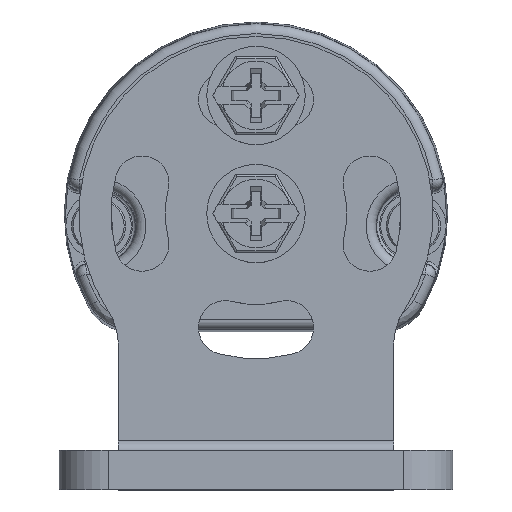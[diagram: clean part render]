
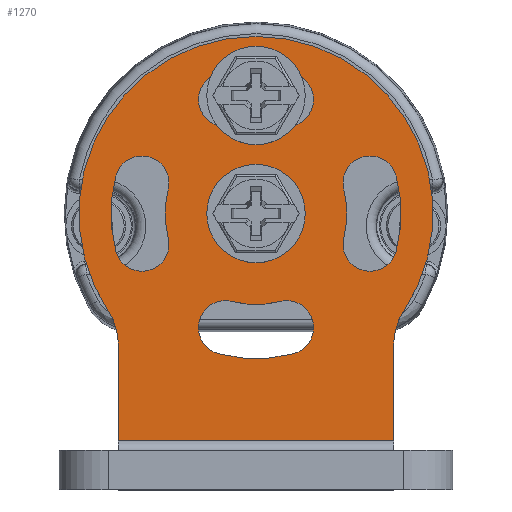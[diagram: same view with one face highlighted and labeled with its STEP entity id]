
A CAD part, top view. The second image highlights one B-rep face of the part: STEP entity #1270.
In plain terms, the highlighted face is planar.
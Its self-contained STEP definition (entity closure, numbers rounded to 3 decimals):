
#362=CARTESIAN_POINT('',(4.,28.1,0.));
#363=DIRECTION('',(-1.,0.,0.));
#364=DIRECTION('',(0.,0.,-1.));
#365=AXIS2_PLACEMENT_3D('',#362,#363,#364);
#367=CARTESIAN_POINT('',(4.,28.1,0.));
#368=DIRECTION('',(-1.,0.,0.));
#369=DIRECTION('',(0.,0.,1.));
#370=AXIS2_PLACEMENT_3D('',#367,#368,#369);
#372=DIRECTION('',(0.,1.,0.));
#373=VECTOR('',#372,9.834);
#374=CARTESIAN_POINT('',(4.,5.,14.));
#375=LINE('',#374,#373);
#376=CARTESIAN_POINT('',(4.,28.1,0.));
#377=DIRECTION('',(1.,0.,0.));
#378=DIRECTION('',(0.,1.,0.));
#379=AXIS2_PLACEMENT_3D('',#376,#377,#378);
#381=CARTESIAN_POINT('',(4.,28.1,0.));
#382=DIRECTION('',(1.,0.,0.));
#383=DIRECTION('',(0.,-0.553,-0.833));
#384=AXIS2_PLACEMENT_3D('',#381,#382,#383);
#386=DIRECTION('',(0.,1.,0.));
#387=VECTOR('',#386,9.834);
#388=CARTESIAN_POINT('',(4.,5.,-14.));
#389=LINE('',#388,#387);
#390=CARTESIAN_POINT('',(4.,28.1,0.));
#391=DIRECTION('',(-1.,0.,0.));
#392=DIRECTION('',(0.,0.966,0.259));
#393=AXIS2_PLACEMENT_3D('',#390,#391,#392);
#395=CARTESIAN_POINT('',(4.,39.691,-3.106));
#396=DIRECTION('',(-1.,0.,0.));
#397=DIRECTION('',(0.,0.966,-0.259));
#398=AXIS2_PLACEMENT_3D('',#395,#396,#397);
#400=CARTESIAN_POINT('',(4.,28.1,0.));
#401=DIRECTION('',(-1.,0.,0.));
#402=DIRECTION('',(0.,0.966,0.259));
#403=AXIS2_PLACEMENT_3D('',#400,#401,#402);
#405=CARTESIAN_POINT('',(4.,39.691,3.106));
#406=DIRECTION('',(-1.,0.,0.));
#407=DIRECTION('',(0.,-0.966,-0.259));
#408=AXIS2_PLACEMENT_3D('',#405,#406,#407);
#410=CARTESIAN_POINT('',(4.,28.1,0.));
#411=DIRECTION('',(-1.,0.,0.));
#412=DIRECTION('',(0.,0.259,-0.966));
#413=AXIS2_PLACEMENT_3D('',#410,#411,#412);
#415=CARTESIAN_POINT('',(4.,24.994,-11.591));
#416=DIRECTION('',(-1.,0.,0.));
#417=DIRECTION('',(0.,-0.259,-0.966));
#418=AXIS2_PLACEMENT_3D('',#415,#416,#417);
#420=CARTESIAN_POINT('',(4.,28.1,0.));
#421=DIRECTION('',(-1.,0.,0.));
#422=DIRECTION('',(0.,0.259,-0.966));
#423=AXIS2_PLACEMENT_3D('',#420,#421,#422);
#425=CARTESIAN_POINT('',(4.,31.206,-11.591));
#426=DIRECTION('',(-1.,0.,0.));
#427=DIRECTION('',(0.,-0.259,0.966));
#428=AXIS2_PLACEMENT_3D('',#425,#426,#427);
#430=CARTESIAN_POINT('',(4.,28.1,0.));
#431=DIRECTION('',(-1.,0.,0.));
#432=DIRECTION('',(0.,-0.966,-0.259));
#433=AXIS2_PLACEMENT_3D('',#430,#431,#432);
#435=CARTESIAN_POINT('',(4.,16.509,3.106));
#436=DIRECTION('',(-1.,0.,0.));
#437=DIRECTION('',(0.,-0.966,0.259));
#438=AXIS2_PLACEMENT_3D('',#435,#436,#437);
#440=CARTESIAN_POINT('',(4.,28.1,0.));
#441=DIRECTION('',(-1.,0.,0.));
#442=DIRECTION('',(0.,-0.966,-0.259));
#443=AXIS2_PLACEMENT_3D('',#440,#441,#442);
#445=CARTESIAN_POINT('',(4.,16.509,-3.106));
#446=DIRECTION('',(-1.,0.,0.));
#447=DIRECTION('',(0.,0.966,0.259));
#448=AXIS2_PLACEMENT_3D('',#445,#446,#447);
#450=CARTESIAN_POINT('',(4.,28.1,0.));
#451=DIRECTION('',(-1.,0.,0.));
#452=DIRECTION('',(0.,-0.259,0.966));
#453=AXIS2_PLACEMENT_3D('',#450,#451,#452);
#455=CARTESIAN_POINT('',(4.,31.206,11.591));
#456=DIRECTION('',(-1.,0.,0.));
#457=DIRECTION('',(0.,0.259,0.966));
#458=AXIS2_PLACEMENT_3D('',#455,#456,#457);
#460=CARTESIAN_POINT('',(4.,28.1,0.));
#461=DIRECTION('',(-1.,0.,0.));
#462=DIRECTION('',(0.,-0.259,0.966));
#463=AXIS2_PLACEMENT_3D('',#460,#461,#462);
#465=CARTESIAN_POINT('',(4.,24.994,11.591));
#466=DIRECTION('',(-1.,0.,0.));
#467=DIRECTION('',(0.,0.259,-0.966));
#468=AXIS2_PLACEMENT_3D('',#465,#466,#467);
#479=CARTESIAN_POINT('',(4.,14.834,20.));
#480=DIRECTION('',(-1.,0.,0.));
#481=DIRECTION('',(0.,0.553,-0.833));
#482=AXIS2_PLACEMENT_3D('',#479,#480,#481);
#501=CARTESIAN_POINT('',(4.,14.834,-20.));
#502=DIRECTION('',(-1.,0.,0.));
#503=DIRECTION('',(0.,0.,1.));
#504=AXIS2_PLACEMENT_3D('',#501,#502,#503);
#526=DIRECTION('',(0.,0.,1.));
#527=VECTOR('',#526,28.);
#528=CARTESIAN_POINT('',(4.,5.,-14.));
#529=LINE('',#528,#527);
#694=CARTESIAN_POINT('',(4.,5.,-14.));
#695=CARTESIAN_POINT('',(4.,5.,14.));
#696=VERTEX_POINT('',#694);
#697=VERTEX_POINT('',#695);
#702=CARTESIAN_POINT('',(4.,28.1,-2.75));
#703=CARTESIAN_POINT('',(4.,28.1,2.75));
#704=VERTEX_POINT('',#702);
#705=VERTEX_POINT('',#703);
#715=CARTESIAN_POINT('',(4.,46.1,0.));
#717=VERTEX_POINT('',#715);
#732=CARTESIAN_POINT('',(4.,37.035,2.394));
#733=CARTESIAN_POINT('',(4.,37.035,-2.394));
#734=VERTEX_POINT('',#732);
#735=VERTEX_POINT('',#733);
#736=CARTESIAN_POINT('',(4.,42.347,-3.818));
#737=VERTEX_POINT('',#736);
#738=CARTESIAN_POINT('',(4.,42.347,3.818));
#739=VERTEX_POINT('',#738);
#748=CARTESIAN_POINT('',(4.,30.494,-8.935));
#749=CARTESIAN_POINT('',(4.,25.706,-8.935));
#750=VERTEX_POINT('',#748);
#751=VERTEX_POINT('',#749);
#752=CARTESIAN_POINT('',(4.,24.282,-14.247));
#753=VERTEX_POINT('',#752);
#754=CARTESIAN_POINT('',(4.,31.918,-14.247));
#755=VERTEX_POINT('',#754);
#764=CARTESIAN_POINT('',(4.,19.165,-2.394));
#765=CARTESIAN_POINT('',(4.,19.165,2.394));
#766=VERTEX_POINT('',#764);
#767=VERTEX_POINT('',#765);
#768=CARTESIAN_POINT('',(4.,13.853,3.818));
#769=VERTEX_POINT('',#768);
#770=CARTESIAN_POINT('',(4.,13.853,-3.818));
#771=VERTEX_POINT('',#770);
#780=CARTESIAN_POINT('',(4.,25.706,8.935));
#781=CARTESIAN_POINT('',(4.,30.494,8.935));
#782=VERTEX_POINT('',#780);
#783=VERTEX_POINT('',#781);
#784=CARTESIAN_POINT('',(4.,31.918,14.247));
#785=VERTEX_POINT('',#784);
#786=CARTESIAN_POINT('',(4.,24.282,14.247));
#787=VERTEX_POINT('',#786);
#829=CARTESIAN_POINT('',(4.,18.15,-15.));
#831=VERTEX_POINT('',#829);
#833=CARTESIAN_POINT('',(4.,14.834,-14.));
#835=VERTEX_POINT('',#833);
#837=CARTESIAN_POINT('',(4.,14.834,14.));
#839=VERTEX_POINT('',#837);
#841=CARTESIAN_POINT('',(4.,18.15,15.));
#843=VERTEX_POINT('',#841);
#1205=CARTESIAN_POINT('',(4.,46.1,-20.));
#1206=DIRECTION('',(-1.,0.,0.));
#1207=DIRECTION('',(0.,-1.,0.));
#1208=AXIS2_PLACEMENT_3D('',#1205,#1206,#1207);
#1209=PLANE('',#1208);
#1211=ORIENTED_EDGE('',*,*,#1210,.T.);
#1213=ORIENTED_EDGE('',*,*,#1212,.F.);
#1215=ORIENTED_EDGE('',*,*,#1214,.F.);
#1217=ORIENTED_EDGE('',*,*,#1216,.F.);
#1219=ORIENTED_EDGE('',*,*,#1218,.F.);
#1221=ORIENTED_EDGE('',*,*,#1220,.F.);
#1223=ORIENTED_EDGE('',*,*,#1222,.T.);
#1224=EDGE_LOOP('',(#1211,#1213,#1215,#1217,#1219,#1221,#1223));
#1225=FACE_OUTER_BOUND('',#1224,.F.);
#1226=ORIENTED_EDGE('',*,*,#1185,.F.);
#1227=ORIENTED_EDGE('',*,*,#1199,.F.);
#1228=EDGE_LOOP('',(#1226,#1227));
#1229=FACE_BOUND('',#1228,.F.);
#1231=ORIENTED_EDGE('',*,*,#1230,.T.);
#1233=ORIENTED_EDGE('',*,*,#1232,.F.);
#1235=ORIENTED_EDGE('',*,*,#1234,.F.);
#1237=ORIENTED_EDGE('',*,*,#1236,.F.);
#1238=EDGE_LOOP('',(#1231,#1233,#1235,#1237));
#1239=FACE_BOUND('',#1238,.F.);
#1241=ORIENTED_EDGE('',*,*,#1240,.T.);
#1243=ORIENTED_EDGE('',*,*,#1242,.F.);
#1245=ORIENTED_EDGE('',*,*,#1244,.F.);
#1247=ORIENTED_EDGE('',*,*,#1246,.F.);
#1248=EDGE_LOOP('',(#1241,#1243,#1245,#1247));
#1249=FACE_BOUND('',#1248,.F.);
#1251=ORIENTED_EDGE('',*,*,#1250,.T.);
#1253=ORIENTED_EDGE('',*,*,#1252,.F.);
#1255=ORIENTED_EDGE('',*,*,#1254,.F.);
#1257=ORIENTED_EDGE('',*,*,#1256,.F.);
#1258=EDGE_LOOP('',(#1251,#1253,#1255,#1257));
#1259=FACE_BOUND('',#1258,.F.);
#1261=ORIENTED_EDGE('',*,*,#1260,.T.);
#1263=ORIENTED_EDGE('',*,*,#1262,.F.);
#1265=ORIENTED_EDGE('',*,*,#1264,.F.);
#1267=ORIENTED_EDGE('',*,*,#1266,.F.);
#1268=EDGE_LOOP('',(#1261,#1263,#1265,#1267));
#1269=FACE_BOUND('',#1268,.F.);
#1270=ADVANCED_FACE('',(#1225,#1229,#1239,#1249,#1259,#1269),#1209,.F.);
#366=CIRCLE('',#365,2.75);
#371=CIRCLE('',#370,2.75);
#380=CIRCLE('',#379,18.);
#385=CIRCLE('',#384,18.);
#394=CIRCLE('',#393,9.25);
#399=CIRCLE('',#398,2.75);
#404=CIRCLE('',#403,14.75);
#409=CIRCLE('',#408,2.75);
#414=CIRCLE('',#413,9.25);
#419=CIRCLE('',#418,2.75);
#424=CIRCLE('',#423,14.75);
#429=CIRCLE('',#428,2.75);
#434=CIRCLE('',#433,9.25);
#439=CIRCLE('',#438,2.75);
#444=CIRCLE('',#443,14.75);
#449=CIRCLE('',#448,2.75);
#454=CIRCLE('',#453,9.25);
#459=CIRCLE('',#458,2.75);
#464=CIRCLE('',#463,14.75);
#469=CIRCLE('',#468,2.75);
#483=CIRCLE('',#482,6.);
#505=CIRCLE('',#504,6.);
#1185=EDGE_CURVE('',#704,#705,#366,.T.);
#1199=EDGE_CURVE('',#705,#704,#371,.T.);
#1210=EDGE_CURVE('',#697,#839,#375,.T.);
#1212=EDGE_CURVE('',#843,#839,#483,.T.);
#1214=EDGE_CURVE('',#717,#843,#380,.T.);
#1216=EDGE_CURVE('',#831,#717,#385,.T.);
#1218=EDGE_CURVE('',#835,#831,#505,.T.);
#1220=EDGE_CURVE('',#696,#835,#389,.T.);
#1222=EDGE_CURVE('',#696,#697,#529,.T.);
#1230=EDGE_CURVE('',#734,#735,#394,.T.);
#1232=EDGE_CURVE('',#737,#735,#399,.T.);
#1234=EDGE_CURVE('',#739,#737,#404,.T.);
#1236=EDGE_CURVE('',#734,#739,#409,.T.);
#1240=EDGE_CURVE('',#750,#751,#414,.T.);
#1242=EDGE_CURVE('',#753,#751,#419,.T.);
#1244=EDGE_CURVE('',#755,#753,#424,.T.);
#1246=EDGE_CURVE('',#750,#755,#429,.T.);
#1250=EDGE_CURVE('',#766,#767,#434,.T.);
#1252=EDGE_CURVE('',#769,#767,#439,.T.);
#1254=EDGE_CURVE('',#771,#769,#444,.T.);
#1256=EDGE_CURVE('',#766,#771,#449,.T.);
#1260=EDGE_CURVE('',#782,#783,#454,.T.);
#1262=EDGE_CURVE('',#785,#783,#459,.T.);
#1264=EDGE_CURVE('',#787,#785,#464,.T.);
#1266=EDGE_CURVE('',#782,#787,#469,.T.);
